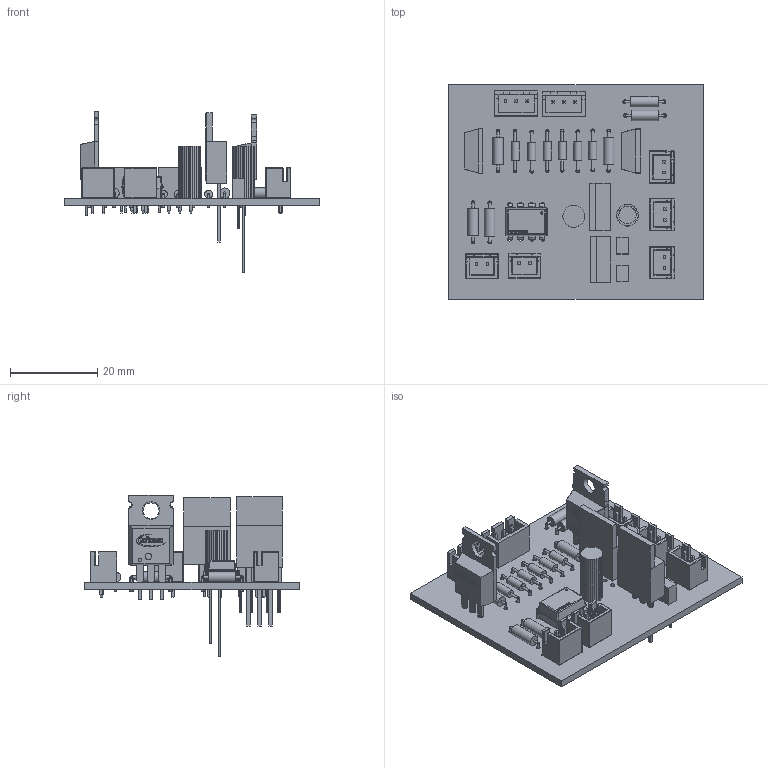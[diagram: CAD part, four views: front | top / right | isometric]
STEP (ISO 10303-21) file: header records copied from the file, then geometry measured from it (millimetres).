
FILE_DESCRIPTION(('Open CASCADE Model'),'2;1');
FILE_NAME('Open CASCADE Shape Model','2023-12-01T21:27:46',('Author'),( 'Open CASCADE'),'Open CASCADE STEP processor 7.5','Open CASCADE 7.5' ,'Unknown');
FILE_SCHEMA(('AUTOMOTIVE_DESIGN { 1 0 10303 214 1 1 1 1 }'));
Length unit declared in the file: millimetre
Products named in the file (129): PCB; Board; Open CASCADE STEP translator 7.5 1.1.1; R6; 6418251776; Cylinder; 6418251536; Sphere; 6418251296; 6418251056; 6418250896; 6418250736; 6418250576; R5; 6418250416; J7; Conn_JST_B3B-XH-A_LF_SN_eec; Body; Pins; Marking; JST Logo; J6; J5; Conn_JST_B2B-XH-A_LF_SN_eec; 1; B2B-XH-A; JST Logo adjustable; VR1; 6418249296; Extruded; 6418249136; 6418248656; 6418248496; U2; 6418249776; 6418249616; U1; IC_ON_Semiconductor_LM358AN_eec; 2; ON Semi Logo ...
Assembly tree (201 placements, depth 5):
  PCB
    Board
      Open CASCADE STEP translator 7.5 1.1.1
    R6
      6418251776
        Cylinder
      6418251536
        Sphere
      6418251296
        Cylinder
      6418251056
        Cylinder
      6418250896
        Cylinder
      6418250736
        Cylinder
      6418250576
        Sphere
    R5
      6418250416
        Cylinder
      6418250576
        Sphere
      6418250736
        Cylinder
      6418250896
        Cylinder
      6418251056
        Cylinder
      6418251296
        Cylinder
      6418251536
        Sphere
    J7
      Conn_JST_B3B-XH-A_LF_SN_eec
        Body
        Pins
        Marking
        JST Logo
    J6
      Conn_JST_B3B-XH-A_LF_SN_eec
        Body
        Pins
        Marking
        JST Logo
    J5
      Conn_JST_B2B-XH-A_LF_SN_eec
        1
          1
          B2B-XH-A
          JST Logo adjustable
    VR1
      6418249296  x3
        Extruded
      6418249136  x3
        Extruded
      6418248656
        Extruded
      6418248496
        Extruded
Bounding box: 58.42 x 49.28 x 36.94 mm (x, y, z)
Volume: 9481.4 mm3; surface area: 14440 mm2
Topology: 216 solids, 216 shells, 2750 faces, 6391 edges, 4027 vertices
Faces by surface type: plane 1621, cylinder 540, bspline 350, sphere 158, torus 80, cone 1
Full cylindrical faces by diameter (mm): 0.46 x1, 0.5 x2, 0.527 x1, 0.55 x24, 0.56 x24, 0.738 x2, 0.8 x8, 0.85 x32, 0.9 x6, 1 x13, 1.1 x3, 1.2 x3, 1.3 x3, 1.498 x1, 1.85 x6, 2.4 x6, 3.68 x1, 4.08 x1
Entity records: 54827 total; most frequent: CARTESIAN_POINT 13132, ORIENTED_EDGE 8190, DIRECTION 7226, EDGE_CURVE 4095, LINE 2898, VECTOR 2898, VERTEX_POINT 2657, AXIS2_PLACEMENT_3D 2164
